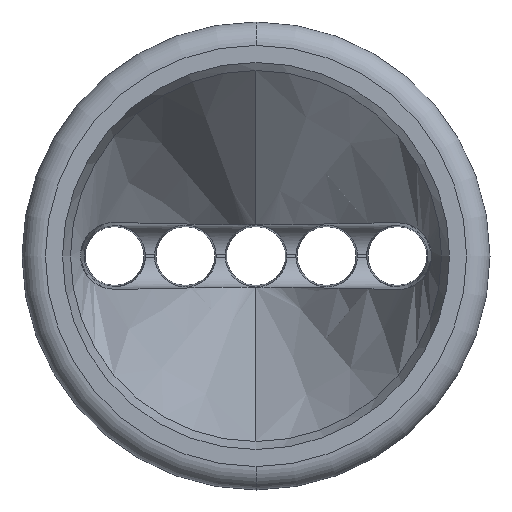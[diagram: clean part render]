
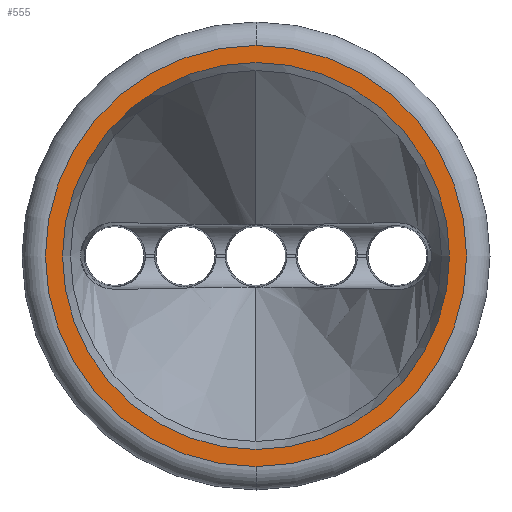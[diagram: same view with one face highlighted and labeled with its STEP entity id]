
A CAD part, front view. The second image highlights one B-rep face of the part: STEP entity #555.
In plain terms, the highlighted planar face has unit normal (0, -1, 0).
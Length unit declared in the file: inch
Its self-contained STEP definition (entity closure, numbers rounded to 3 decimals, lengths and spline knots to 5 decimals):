
#261 = VERTEX_POINT ( 'NONE', #1746 ) ;
#315 = EDGE_CURVE ( 'NONE', #344, #261, #1960, .T. ) ;
#344 = VERTEX_POINT ( 'NONE', #1964 ) ;
#555 = ADVANCED_FACE ( 'NONE', ( #2539, #2538 ), #2537, .F. ) ;
#556 = EDGE_LOOP ( 'NONE', ( #557, #558 ) ) ;
#557 = ORIENTED_EDGE ( 'NONE', *, *, #9854, .T. ) ;
#558 = ORIENTED_EDGE ( 'NONE', *, *, #559, .T. ) ;
#559 = EDGE_CURVE ( 'NONE', #9856, #9853, #2584, .T. ) ;
#560 = EDGE_LOOP ( 'NONE', ( #613, #615 ) ) ;
#613 = ORIENTED_EDGE ( 'NONE', *, *, #614, .F. ) ;
#614 = EDGE_CURVE ( 'NONE', #261, #344, #2773, .T. ) ;
#615 = ORIENTED_EDGE ( 'NONE', *, *, #315, .F. ) ;
#1746 = CARTESIAN_POINT ( 'NONE',  ( 0., 0., -0.40479 ) ) ;
#1956 = DIRECTION ( 'NONE',  ( 0., 0., -1. ) ) ;
#1957 = DIRECTION ( 'NONE',  ( 0., -1., 0. ) ) ;
#1958 = CARTESIAN_POINT ( 'NONE',  ( 0., 0., 0. ) ) ;
#1959 = AXIS2_PLACEMENT_3D ( 'NONE', #1958, #1957, #1956 ) ;
#1960 = CIRCLE ( 'NONE', #1959, 0.40479 ) ;
#1964 = CARTESIAN_POINT ( 'NONE',  ( 0., 0., 0.40479 ) ) ;
#2537 = PLANE ( 'NONE',  #2588 ) ;
#2538 = FACE_BOUND ( 'NONE', #560, .T. ) ;
#2539 = FACE_OUTER_BOUND ( 'NONE', #556, .T. ) ;
#2580 = DIRECTION ( 'NONE',  ( 0., 0., -1. ) ) ;
#2581 = DIRECTION ( 'NONE',  ( 0., -1., 0. ) ) ;
#2582 = CARTESIAN_POINT ( 'NONE',  ( 0., 0., 0. ) ) ;
#2583 = AXIS2_PLACEMENT_3D ( 'NONE', #2582, #2581, #2580 ) ;
#2584 = CIRCLE ( 'NONE', #2583, 0.44053 ) ;
#2585 = DIRECTION ( 'NONE',  ( 0., 0., 1. ) ) ;
#2586 = DIRECTION ( 'NONE',  ( 0., 1., 0. ) ) ;
#2587 = CARTESIAN_POINT ( 'NONE',  ( 0.44053, 0., 0. ) ) ;
#2588 = AXIS2_PLACEMENT_3D ( 'NONE', #2587, #2586, #2585 ) ;
#2769 = DIRECTION ( 'NONE',  ( 0., 0., -1. ) ) ;
#2770 = DIRECTION ( 'NONE',  ( 0., -1., 0. ) ) ;
#2771 = CARTESIAN_POINT ( 'NONE',  ( 0., 0., 0. ) ) ;
#2772 = AXIS2_PLACEMENT_3D ( 'NONE', #2771, #2770, #2769 ) ;
#2773 = CIRCLE ( 'NONE', #2772, 0.40479 ) ;
#9697 = CARTESIAN_POINT ( 'NONE',  ( 0., 0., 0.44053 ) ) ;
#9698 = DIRECTION ( 'NONE',  ( 0., 0., -1. ) ) ;
#9699 = DIRECTION ( 'NONE',  ( 0., -1., 0. ) ) ;
#9700 = CARTESIAN_POINT ( 'NONE',  ( 0., 0., 0. ) ) ;
#9701 = AXIS2_PLACEMENT_3D ( 'NONE', #9700, #9699, #9698 ) ;
#9702 = CIRCLE ( 'NONE', #9701, 0.44053 ) ;
#9703 = CARTESIAN_POINT ( 'NONE',  ( 0., 0., -0.44053 ) ) ;
#9853 = VERTEX_POINT ( 'NONE', #9703 ) ;
#9854 = EDGE_CURVE ( 'NONE', #9853, #9856, #9702, .T. ) ;
#9856 = VERTEX_POINT ( 'NONE', #9697 ) ;
